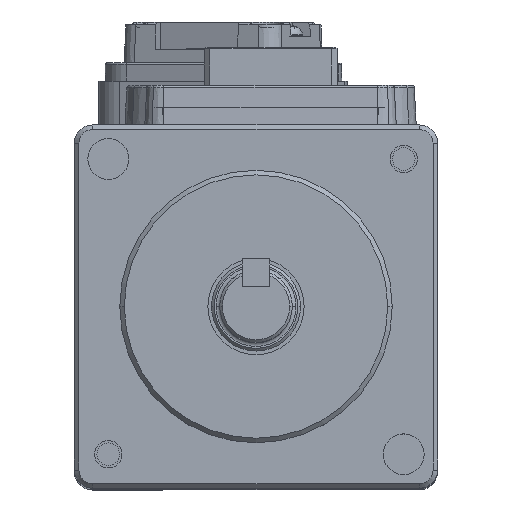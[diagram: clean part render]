
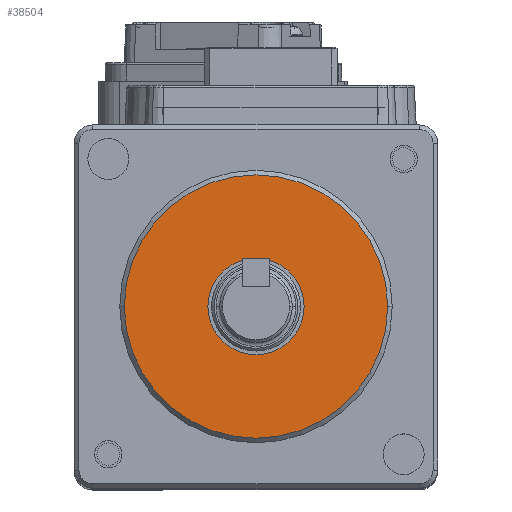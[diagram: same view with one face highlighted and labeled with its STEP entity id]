
A CAD part, top view. The second image highlights one B-rep face of the part: STEP entity #38504.
In plain terms, the highlighted planar face has unit normal (0, 0, 1).
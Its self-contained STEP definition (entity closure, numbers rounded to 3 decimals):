
#5711 = CARTESIAN_POINT ( 'NONE',  ( 0., 0., 46. ) ) ;
#5713 = DIRECTION ( 'NONE',  ( 0., 0., 1. ) ) ;
#5725 = DIRECTION ( 'NONE',  ( 1., 0., 0. ) ) ;
#5755 = DIRECTION ( 'NONE',  ( 1., 0., 0. ) ) ;
#5759 = DIRECTION ( 'NONE',  ( 0., 0., 1. ) ) ;
#5767 = CARTESIAN_POINT ( 'NONE',  ( 0., 0., 46. ) ) ;
#7049 = ORIENTED_EDGE ( 'NONE', *, *, #55531, .F. ) ;
#7066 = ORIENTED_EDGE ( 'NONE', *, *, #55491, .T. ) ;
#7097 = ORIENTED_EDGE ( 'NONE', *, *, #55516, .T. ) ;
#7116 = ORIENTED_EDGE ( 'NONE', *, *, #55543, .F. ) ;
#24076 = AXIS2_PLACEMENT_3D ( 'NONE', #34496, #34462, #34487 ) ;
#33704 = CARTESIAN_POINT ( 'NONE',  ( 14.5, 0., 46. ) ) ;
#33707 = CARTESIAN_POINT ( 'NONE',  ( 5.3, 0., 46. ) ) ;
#33773 = CARTESIAN_POINT ( 'NONE',  ( -5.3, 0., 46. ) ) ;
#33812 = CARTESIAN_POINT ( 'NONE',  ( -14.5, 0., 46. ) ) ;
#34462 = DIRECTION ( 'NONE',  ( 0., 0., 1. ) ) ;
#34466 = FACE_OUTER_BOUND ( 'NONE', #37430, .T. ) ;
#34471 = FACE_BOUND ( 'NONE', #37420, .T. ) ;
#34472 = PLANE ( 'NONE',  #24076 ) ;
#34487 = DIRECTION ( 'NONE',  ( 1., 0., 0. ) ) ;
#34496 = CARTESIAN_POINT ( 'NONE',  ( 0., -44.141, 46. ) ) ;
#36730 = VERTEX_POINT ( 'NONE', #33704 ) ;
#36744 = VERTEX_POINT ( 'NONE', #33707 ) ;
#36857 = VERTEX_POINT ( 'NONE', #33773 ) ;
#37101 = VERTEX_POINT ( 'NONE', #33812 ) ;
#37420 = EDGE_LOOP ( 'NONE', ( #7116, #7049 ) ) ;
#37430 = EDGE_LOOP ( 'NONE', ( #7097, #7066 ) ) ;
#38504 = ADVANCED_FACE ( 'NONE', ( #34466, #34471 ), #34472, .T. ) ;
#46397 = AXIS2_PLACEMENT_3D ( 'NONE', #51640, #51643, #51609 ) ;
#46406 = CIRCLE ( 'NONE', #46397, 14.5 ) ;
#46436 = AXIS2_PLACEMENT_3D ( 'NONE', #5711, #5713, #5725 ) ;
#46449 = AXIS2_PLACEMENT_3D ( 'NONE', #51810, #51796, #51823 ) ;
#46461 = CIRCLE ( 'NONE', #46436, 5.3 ) ;
#46479 = CIRCLE ( 'NONE', #46449, 14.5 ) ;
#46504 = CIRCLE ( 'NONE', #46507, 5.3 ) ;
#46507 = AXIS2_PLACEMENT_3D ( 'NONE', #5767, #5759, #5755 ) ;
#51609 = DIRECTION ( 'NONE',  ( 1., 0., 0. ) ) ;
#51640 = CARTESIAN_POINT ( 'NONE',  ( 0., 0., 46. ) ) ;
#51643 = DIRECTION ( 'NONE',  ( 0., 0., 1. ) ) ;
#51796 = DIRECTION ( 'NONE',  ( 0., 0., 1. ) ) ;
#51810 = CARTESIAN_POINT ( 'NONE',  ( 0., 0., 46. ) ) ;
#51823 = DIRECTION ( 'NONE',  ( 1., 0., 0. ) ) ;
#55491 = EDGE_CURVE ( 'NONE', #36730, #37101, #46406, .T. ) ;
#55516 = EDGE_CURVE ( 'NONE', #37101, #36730, #46479, .T. ) ;
#55531 = EDGE_CURVE ( 'NONE', #36857, #36744, #46461, .T. ) ;
#55543 = EDGE_CURVE ( 'NONE', #36744, #36857, #46504, .T. ) ;
